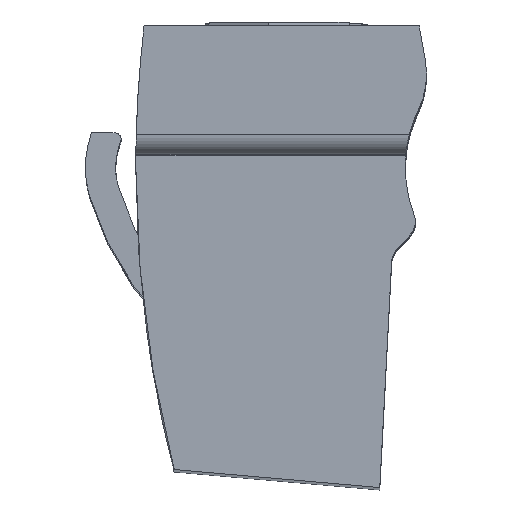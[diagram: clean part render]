
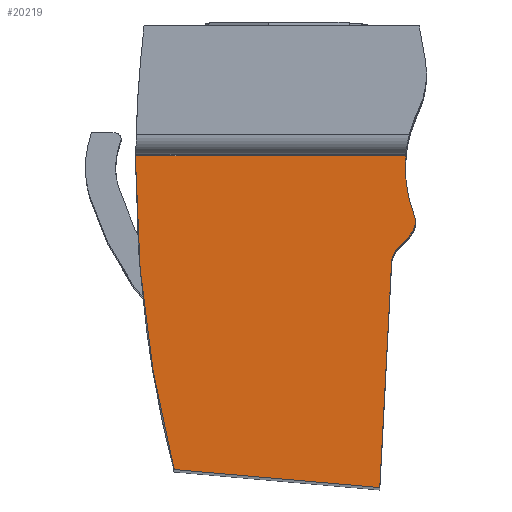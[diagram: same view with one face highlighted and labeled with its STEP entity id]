
A CAD part, top view. The second image highlights one B-rep face of the part: STEP entity #20219.
In plain terms, the highlighted planar face has unit normal (0, 0, 1).
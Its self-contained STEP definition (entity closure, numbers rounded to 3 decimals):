
#15 = CARTESIAN_POINT ( 'NONE',  ( -17.963, -15., 75. ) ) ;
#90 = CARTESIAN_POINT ( 'NONE',  ( -19.865, 0.572, 75. ) ) ;
#172 = AXIS2_PLACEMENT_3D ( 'NONE', #29188, #24271, #21951 ) ;
#1148 = CARTESIAN_POINT ( 'NONE',  ( -6.266, -3.371, 75. ) ) ;
#1591 = ORIENTED_EDGE ( 'NONE', *, *, #16169, .F. ) ;
#1639 = EDGE_CURVE ( 'NONE', #21242, #14002, #25177, .T. ) ;
#2475 = CARTESIAN_POINT ( 'NONE',  ( -7., -2.693, 75. ) ) ;
#2533 = CARTESIAN_POINT ( 'NONE',  ( 40.132, 0., 75. ) ) ;
#2786 = CARTESIAN_POINT ( 'NONE',  ( -6.067, -2.334, 75. ) ) ;
#2865 = VECTOR ( 'NONE', #30300, 1000. ) ;
#3190 = DIRECTION ( 'NONE',  ( -1., 0., 0. ) ) ;
#3507 = ORIENTED_EDGE ( 'NONE', *, *, #28536, .T. ) ;
#3516 = CIRCLE ( 'NONE', #20715, 60. ) ;
#4113 = EDGE_CURVE ( 'NONE', #10907, #21242, #28652, .T. ) ;
#4431 = CARTESIAN_POINT ( 'NONE',  ( -19.835, 0.572, 75. ) ) ;
#4520 = DIRECTION ( 'NONE',  ( -1., 0., 0. ) ) ;
#4919 = DIRECTION ( 'NONE',  ( -1., 0., 0. ) ) ;
#5363 = LINE ( 'NONE', #7382, #16926 ) ;
#5694 = DIRECTION ( 'NONE',  ( -0.679, -0.734, 0. ) ) ;
#5742 = EDGE_CURVE ( 'NONE', #21245, #27458, #28908, .T. ) ;
#6154 = EDGE_CURVE ( 'NONE', #14002, #20258, #29104, .T. ) ;
#7338 = CARTESIAN_POINT ( 'NONE',  ( -6.5, 0., 75. ) ) ;
#7372 = ORIENTED_EDGE ( 'NONE', *, *, #30322, .F. ) ;
#7382 = CARTESIAN_POINT ( 'NONE',  ( -7.763, -15.892, 75. ) ) ;
#9299 = DIRECTION ( 'NONE',  ( 0., 0., -1. ) ) ;
#9346 = CARTESIAN_POINT ( 'NONE',  ( -17.963, -15., 75. ) ) ;
#10106 = VERTEX_POINT ( 'NONE', #90 ) ;
#10907 = VERTEX_POINT ( 'NONE', #7338 ) ;
#11006 = DIRECTION ( 'NONE',  ( 0., 0., 1. ) ) ;
#11446 = DIRECTION ( 'NONE',  ( 0., 0., 1. ) ) ;
#11895 = CARTESIAN_POINT ( 'NONE',  ( -6.475, 0.572, 75. ) ) ;
#12479 = VERTEX_POINT ( 'NONE', #25524 ) ;
#12687 = AXIS2_PLACEMENT_3D ( 'NONE', #21006, #9299, #25930 ) ;
#12780 = CARTESIAN_POINT ( 'NONE',  ( -7.158, -4.337, 75. ) ) ;
#13678 = FACE_OUTER_BOUND ( 'NONE', #15146, .T. ) ;
#13799 = ORIENTED_EDGE ( 'NONE', *, *, #18151, .F. ) ;
#13866 = AXIS2_PLACEMENT_3D ( 'NONE', #2475, #18969, #4919 ) ;
#14002 = VERTEX_POINT ( 'NONE', #1148 ) ;
#14467 = CIRCLE ( 'NONE', #16440, 6.5 ) ;
#15146 = EDGE_LOOP ( 'NONE', ( #7372, #3507, #15556, #19433, #13799, #1591, #19877, #20188, #17836, #21039 ) ) ;
#15396 = AXIS2_PLACEMENT_3D ( 'NONE', #24858, #11006, #17951 ) ;
#15556 = ORIENTED_EDGE ( 'NONE', *, *, #18359, .F. ) ;
#15687 = EDGE_CURVE ( 'NONE', #12479, #20258, #19386, .T. ) ;
#16125 = VECTOR ( 'NONE', #5694, 1000. ) ;
#16169 = EDGE_CURVE ( 'NONE', #12479, #20304, #5363, .T. ) ;
#16440 = AXIS2_PLACEMENT_3D ( 'NONE', #18229, #11446, #20987 ) ;
#16449 = LINE ( 'NONE', #9346, #21296 ) ;
#16783 = DIRECTION ( 'NONE',  ( -0.052, -0.999, 0. ) ) ;
#16920 = CARTESIAN_POINT ( 'NONE',  ( -6.912, -4.071, 75. ) ) ;
#16926 = VECTOR ( 'NONE', #16783, 1000. ) ;
#17071 = CARTESIAN_POINT ( 'NONE',  ( -22.368, -15.892, 75. ) ) ;
#17782 = VERTEX_POINT ( 'NONE', #11895 ) ;
#17836 = ORIENTED_EDGE ( 'NONE', *, *, #1639, .F. ) ;
#17951 = DIRECTION ( 'NONE',  ( -1., 0., 0. ) ) ;
#18151 = EDGE_CURVE ( 'NONE', #20304, #21245, #16449, .T. ) ;
#18229 = CARTESIAN_POINT ( 'NONE',  ( 0., 0., 75. ) ) ;
#18359 = EDGE_CURVE ( 'NONE', #27458, #10106, #3516, .T. ) ;
#18625 = LINE ( 'NONE', #4431, #2865 ) ;
#18715 = DIRECTION ( 'NONE',  ( 0., 0., -1. ) ) ;
#18969 = DIRECTION ( 'NONE',  ( 0., 0., -1. ) ) ;
#19073 = PLANE ( 'NONE',  #22332 ) ;
#19386 = CIRCLE ( 'NONE', #172, 1. ) ;
#19433 = ORIENTED_EDGE ( 'NONE', *, *, #5742, .F. ) ;
#19877 = ORIENTED_EDGE ( 'NONE', *, *, #15687, .T. ) ;
#20188 = ORIENTED_EDGE ( 'NONE', *, *, #6154, .F. ) ;
#20219 = ADVANCED_FACE ( 'NONE', ( #13678 ), #19073, .F. ) ;
#20258 = VERTEX_POINT ( 'NONE', #16920 ) ;
#20304 = VERTEX_POINT ( 'NONE', #27202 ) ;
#20715 = AXIS2_PLACEMENT_3D ( 'NONE', #2533, #18715, #4520 ) ;
#20987 = DIRECTION ( 'NONE',  ( -1., 0., 0. ) ) ;
#21006 = CARTESIAN_POINT ( 'NONE',  ( 40.132, 0., 75. ) ) ;
#21039 = ORIENTED_EDGE ( 'NONE', *, *, #4113, .F. ) ;
#21242 = VERTEX_POINT ( 'NONE', #2786 ) ;
#21245 = VERTEX_POINT ( 'NONE', #15 ) ;
#21296 = VECTOR ( 'NONE', #26131, 1000. ) ;
#21951 = DIRECTION ( 'NONE',  ( -1., 0., 0. ) ) ;
#22332 = AXIS2_PLACEMENT_3D ( 'NONE', #17071, #28902, #3190 ) ;
#23638 = CARTESIAN_POINT ( 'NONE',  ( -19.868, 0., 75. ) ) ;
#24271 = DIRECTION ( 'NONE',  ( 0., 0., -1. ) ) ;
#24858 = CARTESIAN_POINT ( 'NONE',  ( 0., 0., 75. ) ) ;
#25177 = CIRCLE ( 'NONE', #13866, 1. ) ;
#25524 = CARTESIAN_POINT ( 'NONE',  ( -7.177, -4.698, 75. ) ) ;
#25930 = DIRECTION ( 'NONE',  ( -1., 0., 0. ) ) ;
#26131 = DIRECTION ( 'NONE',  ( -0.996, 0.087, 0. ) ) ;
#27202 = CARTESIAN_POINT ( 'NONE',  ( -7.763, -15.892, 75. ) ) ;
#27458 = VERTEX_POINT ( 'NONE', #23638 ) ;
#28536 = EDGE_CURVE ( 'NONE', #17782, #10106, #18625, .T. ) ;
#28652 = CIRCLE ( 'NONE', #15396, 6.5 ) ;
#28902 = DIRECTION ( 'NONE',  ( 0., 0., -1. ) ) ;
#28908 = CIRCLE ( 'NONE', #12687, 60. ) ;
#29104 = LINE ( 'NONE', #12780, #16125 ) ;
#29188 = CARTESIAN_POINT ( 'NONE',  ( -6.178, -4.75, 75. ) ) ;
#30300 = DIRECTION ( 'NONE',  ( -1., 0., 0. ) ) ;
#30322 = EDGE_CURVE ( 'NONE', #17782, #10907, #14467, .T. ) ;
